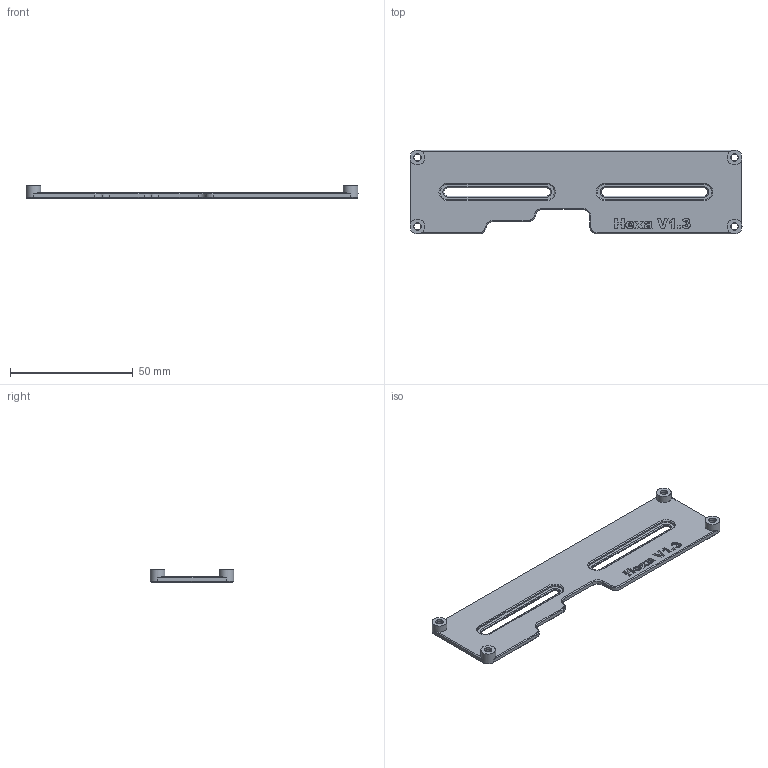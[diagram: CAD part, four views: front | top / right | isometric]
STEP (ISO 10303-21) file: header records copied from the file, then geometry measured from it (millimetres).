
FILE_DESCRIPTION(/* description */ (''),/* implementation_level */ '2;1');
FILE_NAME(/* name */ 'LDO_Hexa_v1.3-v1.4_FT_EMS_Bracket.step',/* time_stamp */ '2025-04-06T18:49:47+02:00',/* author */ (''),/* organization */ (''),/* preprocessor_version */ 'ST-DEVELOPER v20.1',/* originating_system */ 'Autodesk Translation Framework v14.4.0.0',/* authorisation */ '');
FILE_SCHEMA (('AUTOMOTIVE_DESIGN { 1 0 10303 214 3 1 1 }'));
Length unit declared in the file: millimetre
Products named in the file (1): [a]_hexa_bracket_v1.3
Bounding box: 135 x 34 x 5.2 mm (x, y, z)
Volume: 8502.6 mm3; surface area: 9295.7 mm2
Topology: 1 solids, 1 shells, 262 faces, 686 edges, 442 vertices
Faces by surface type: plane 119, bspline 83, cone 34, cylinder 26
Full cylindrical faces by diameter (mm): 2.8 x4, 3 x4, 6.002 x4
Entity records: 8827 total; most frequent: CARTESIAN_POINT 2802, ORIENTED_EDGE 1372, DIRECTION 991, EDGE_CURVE 686, VERTEX_POINT 442, LINE 409, VECTOR 409, AXIS2_PLACEMENT_3D 291
